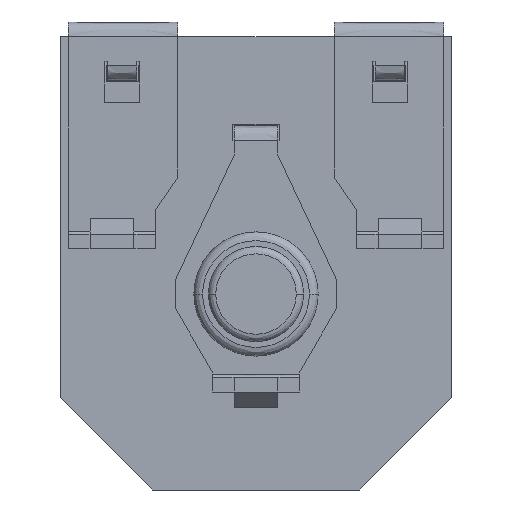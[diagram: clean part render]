
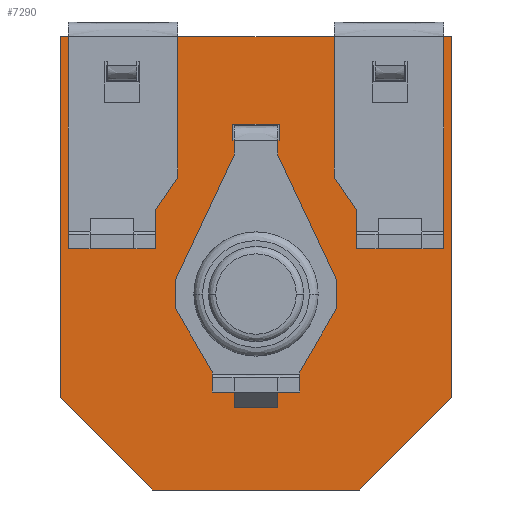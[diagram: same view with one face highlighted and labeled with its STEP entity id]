
A CAD part, front view. The second image highlights one B-rep face of the part: STEP entity #7290.
In plain terms, the highlighted free-form (B-spline) face has degree [1, 1] with [2, 2] control points.
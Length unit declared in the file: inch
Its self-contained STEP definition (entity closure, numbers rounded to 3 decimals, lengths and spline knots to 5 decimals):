
#238=DIRECTION('',(-0.426,0.,-0.905));
#239=VECTOR('',#238,0.09394);
#240=CARTESIAN_POINT('',(-0.015,0.,0.095));
#241=LINE('',#240,#239);
#242=DIRECTION('',(0.,0.,-1.));
#243=VECTOR('',#242,0.02);
#244=CARTESIAN_POINT('',(-0.055,0.,0.01));
#245=LINE('',#244,#243);
#246=DIRECTION('',(0.503,0.,-0.865));
#247=VECTOR('',#246,0.04974);
#248=CARTESIAN_POINT('',(-0.055,0.,-0.01));
#249=LINE('',#248,#247);
#250=DIRECTION('',(0.,0.,-1.));
#251=VECTOR('',#250,0.004);
#252=CARTESIAN_POINT('',(-0.03,0.,-0.053));
#253=LINE('',#252,#251);
#254=DIRECTION('',(-1.,0.,0.));
#255=VECTOR('',#254,0.06);
#256=CARTESIAN_POINT('',(0.03,0.,-0.057));
#257=LINE('',#256,#255);
#258=DIRECTION('',(0.,0.,-1.));
#259=VECTOR('',#258,0.004);
#260=CARTESIAN_POINT('',(0.03,0.,-0.053));
#261=LINE('',#260,#259);
#262=DIRECTION('',(0.503,0.,0.865));
#263=VECTOR('',#262,0.04974);
#264=CARTESIAN_POINT('',(0.03,0.,-0.053));
#265=LINE('',#264,#263);
#266=DIRECTION('',(0.,0.,1.));
#267=VECTOR('',#266,0.02);
#268=CARTESIAN_POINT('',(0.055,0.,-0.01));
#269=LINE('',#268,#267);
#270=DIRECTION('',(-0.426,0.,0.905));
#271=VECTOR('',#270,0.09394);
#272=CARTESIAN_POINT('',(0.055,0.,0.01));
#273=LINE('',#272,#271);
#274=DIRECTION('',(0.,0.,1.));
#275=VECTOR('',#274,0.01);
#276=CARTESIAN_POINT('',(0.015,0.,0.095));
#277=LINE('',#276,#275);
#278=DIRECTION('',(-1.,0.,0.));
#279=VECTOR('',#278,0.001);
#280=CARTESIAN_POINT('',(0.016,0.,0.105));
#281=LINE('',#280,#279);
#282=DIRECTION('',(0.,0.,-1.));
#283=VECTOR('',#282,0.011);
#284=CARTESIAN_POINT('',(0.016,0.,0.116));
#285=LINE('',#284,#283);
#286=DIRECTION('',(1.,0.,0.));
#287=VECTOR('',#286,0.032);
#288=CARTESIAN_POINT('',(-0.016,0.,0.116));
#289=LINE('',#288,#287);
#290=DIRECTION('',(0.,0.,1.));
#291=VECTOR('',#290,0.011);
#292=CARTESIAN_POINT('',(-0.016,0.,0.105));
#293=LINE('',#292,#291);
#294=DIRECTION('',(-1.,0.,0.));
#295=VECTOR('',#294,0.001);
#296=CARTESIAN_POINT('',(-0.015,0.,0.105));
#297=LINE('',#296,#295);
#298=DIRECTION('',(0.,0.,-1.));
#299=VECTOR('',#298,0.01);
#300=CARTESIAN_POINT('',(-0.015,0.,0.105));
#301=LINE('',#300,#299);
#350=DIRECTION('',(0.,0.,-1.));
#351=VECTOR('',#350,0.017);
#352=CARTESIAN_POINT('',(-0.0685,0.,0.058));
#353=LINE('',#352,#351);
#354=DIRECTION('',(-0.563,0.,-0.826));
#355=VECTOR('',#354,0.02663);
#356=CARTESIAN_POINT('',(-0.0535,0.,0.08));
#357=LINE('',#356,#355);
#358=DIRECTION('',(0.,0.,1.));
#359=VECTOR('',#358,0.096);
#360=CARTESIAN_POINT('',(-0.0535,0.,0.08));
#361=LINE('',#360,#359);
#362=DIRECTION('',(1.,0.,0.));
#363=VECTOR('',#362,0.107);
#364=CARTESIAN_POINT('',(-0.0535,0.,0.176));
#365=LINE('',#364,#363);
#366=DIRECTION('',(0.,0.,-1.));
#367=VECTOR('',#366,0.096);
#368=CARTESIAN_POINT('',(0.0535,0.,0.176));
#369=LINE('',#368,#367);
#370=DIRECTION('',(-0.563,0.,0.826));
#371=VECTOR('',#370,0.02663);
#372=CARTESIAN_POINT('',(0.0685,0.,0.058));
#373=LINE('',#372,#371);
#374=DIRECTION('',(0.,0.,-1.));
#375=VECTOR('',#374,0.017);
#376=CARTESIAN_POINT('',(0.0685,0.,0.058));
#377=LINE('',#376,#375);
#378=DIRECTION('',(1.,0.,0.));
#379=VECTOR('',#378,0.06);
#380=CARTESIAN_POINT('',(0.0685,0.,0.041));
#381=LINE('',#380,#379);
#382=DIRECTION('',(0.,0.,1.));
#383=VECTOR('',#382,0.135);
#384=CARTESIAN_POINT('',(0.1285,0.,0.041));
#385=LINE('',#384,#383);
#386=DIRECTION('',(1.,0.,0.));
#387=VECTOR('',#386,0.0055);
#388=CARTESIAN_POINT('',(0.1285,0.,0.176));
#389=LINE('',#388,#387);
#390=DIRECTION('',(0.,0.,-1.));
#391=VECTOR('',#390,0.247);
#392=CARTESIAN_POINT('',(0.134,0.,0.176));
#393=LINE('',#392,#391);
#394=DIRECTION('',(0.707,0.,0.707));
#395=VECTOR('',#394,0.0891);
#396=CARTESIAN_POINT('',(0.071,0.,-0.134));
#397=LINE('',#396,#395);
#398=DIRECTION('',(-1.,0.,0.));
#399=VECTOR('',#398,0.142);
#400=CARTESIAN_POINT('',(0.071,0.,-0.134));
#401=LINE('',#400,#399);
#402=DIRECTION('',(0.707,0.,-0.707));
#403=VECTOR('',#402,0.0891);
#404=CARTESIAN_POINT('',(-0.134,0.,-0.071));
#405=LINE('',#404,#403);
#406=DIRECTION('',(0.,0.,1.));
#407=VECTOR('',#406,0.247);
#408=CARTESIAN_POINT('',(-0.134,0.,-0.071));
#409=LINE('',#408,#407);
#410=DIRECTION('',(1.,0.,0.));
#411=VECTOR('',#410,0.0055);
#412=CARTESIAN_POINT('',(-0.134,0.,0.176));
#413=LINE('',#412,#411);
#414=DIRECTION('',(0.,0.,-1.));
#415=VECTOR('',#414,0.135);
#416=CARTESIAN_POINT('',(-0.1285,0.,0.176));
#417=LINE('',#416,#415);
#418=DIRECTION('',(1.,0.,0.));
#419=VECTOR('',#418,0.06);
#420=CARTESIAN_POINT('',(-0.1285,0.,0.041));
#421=LINE('',#420,#419);
#5281=CARTESIAN_POINT('',(-0.134,0.,0.176));
#5283=VERTEX_POINT('',#5281);
#5285=CARTESIAN_POINT('',(0.134,0.,0.176));
#5287=VERTEX_POINT('',#5285);
#5293=CARTESIAN_POINT('',(0.071,0.,-0.134));
#5294=CARTESIAN_POINT('',(0.134,0.,-0.071));
#5295=VERTEX_POINT('',#5293);
#5296=VERTEX_POINT('',#5294);
#5297=CARTESIAN_POINT('',(-0.134,0.,-0.071));
#5298=CARTESIAN_POINT('',(-0.071,0.,-0.134));
#5299=VERTEX_POINT('',#5297);
#5300=VERTEX_POINT('',#5298);
#5309=CARTESIAN_POINT('',(-0.016,0.,0.105));
#5310=CARTESIAN_POINT('',(-0.016,0.,0.116));
#5311=VERTEX_POINT('',#5309);
#5312=VERTEX_POINT('',#5310);
#5313=CARTESIAN_POINT('',(0.016,0.,0.116));
#5314=VERTEX_POINT('',#5313);
#5315=CARTESIAN_POINT('',(0.016,0.,0.105));
#5316=VERTEX_POINT('',#5315);
#6471=CARTESIAN_POINT('',(-0.015,0.,0.095));
#6472=CARTESIAN_POINT('',(-0.055,0.,0.01));
#6473=VERTEX_POINT('',#6471);
#6474=VERTEX_POINT('',#6472);
#6475=CARTESIAN_POINT('',(-0.055,0.,-0.01));
#6476=VERTEX_POINT('',#6475);
#6477=CARTESIAN_POINT('',(-0.03,0.,-0.053));
#6478=VERTEX_POINT('',#6477);
#6479=CARTESIAN_POINT('',(0.03,0.,-0.053));
#6480=CARTESIAN_POINT('',(0.055,0.,-0.01));
#6481=VERTEX_POINT('',#6479);
#6482=VERTEX_POINT('',#6480);
#6483=CARTESIAN_POINT('',(0.055,0.,0.01));
#6484=VERTEX_POINT('',#6483);
#6485=CARTESIAN_POINT('',(0.015,0.,0.095));
#6486=VERTEX_POINT('',#6485);
#6487=CARTESIAN_POINT('',(0.015,0.,0.105));
#6488=VERTEX_POINT('',#6487);
#6489=CARTESIAN_POINT('',(-0.015,0.,0.105));
#6490=VERTEX_POINT('',#6489);
#6491=CARTESIAN_POINT('',(0.03,0.,-0.057));
#6492=VERTEX_POINT('',#6491);
#6493=CARTESIAN_POINT('',(-0.03,0.,-0.057));
#6494=VERTEX_POINT('',#6493);
#6623=CARTESIAN_POINT('',(0.1285,0.,0.041));
#6624=CARTESIAN_POINT('',(0.1285,0.,0.176));
#6625=VERTEX_POINT('',#6623);
#6626=VERTEX_POINT('',#6624);
#6627=CARTESIAN_POINT('',(0.0685,0.,0.058));
#6628=CARTESIAN_POINT('',(0.0685,0.,0.041));
#6629=VERTEX_POINT('',#6627);
#6630=VERTEX_POINT('',#6628);
#6643=CARTESIAN_POINT('',(0.0535,0.,0.176));
#6644=CARTESIAN_POINT('',(0.0535,0.,0.08));
#6645=VERTEX_POINT('',#6643);
#6646=VERTEX_POINT('',#6644);
#6787=CARTESIAN_POINT('',(-0.0685,0.,0.058));
#6788=CARTESIAN_POINT('',(-0.0685,0.,0.041));
#6789=VERTEX_POINT('',#6787);
#6790=VERTEX_POINT('',#6788);
#6791=CARTESIAN_POINT('',(-0.1285,0.,0.176));
#6792=CARTESIAN_POINT('',(-0.1285,0.,0.041));
#6793=VERTEX_POINT('',#6791);
#6794=VERTEX_POINT('',#6792);
#6807=CARTESIAN_POINT('',(-0.0535,0.,0.08));
#6808=CARTESIAN_POINT('',(-0.0535,0.,0.176));
#6809=VERTEX_POINT('',#6807);
#6810=VERTEX_POINT('',#6808);
#7214=CARTESIAN_POINT('',(-0.13936,0.,0.1822));
#7215=CARTESIAN_POINT('',(-0.13936,0.,-0.1402));
#7216=CARTESIAN_POINT('',(0.13936,0.,0.1822));
#7217=CARTESIAN_POINT('',(0.13936,0.,-0.1402));
#7218=B_SPLINE_SURFACE_WITH_KNOTS('',1,1,((#7214,#7215),(#7216,#7217)),
.UNSPECIFIED.,.F.,.F.,.F.,(2,2),(2,2),(-0.13936,0.13936),(-0.1822,
0.1402),.UNSPECIFIED.);
#7220=ORIENTED_EDGE('',*,*,#7219,.F.);
#7222=ORIENTED_EDGE('',*,*,#7221,.F.);
#7224=ORIENTED_EDGE('',*,*,#7223,.T.);
#7226=ORIENTED_EDGE('',*,*,#7225,.T.);
#7228=ORIENTED_EDGE('',*,*,#7227,.T.);
#7230=ORIENTED_EDGE('',*,*,#7229,.F.);
#7232=ORIENTED_EDGE('',*,*,#7231,.T.);
#7234=ORIENTED_EDGE('',*,*,#7233,.T.);
#7236=ORIENTED_EDGE('',*,*,#7235,.T.);
#7238=ORIENTED_EDGE('',*,*,#7237,.T.);
#7240=ORIENTED_EDGE('',*,*,#7239,.T.);
#7242=ORIENTED_EDGE('',*,*,#7241,.F.);
#7244=ORIENTED_EDGE('',*,*,#7243,.T.);
#7246=ORIENTED_EDGE('',*,*,#7245,.F.);
#7248=ORIENTED_EDGE('',*,*,#7247,.T.);
#7250=ORIENTED_EDGE('',*,*,#7249,.T.);
#7252=ORIENTED_EDGE('',*,*,#7251,.T.);
#7254=ORIENTED_EDGE('',*,*,#7253,.T.);
#7255=EDGE_LOOP('',(#7220,#7222,#7224,#7226,#7228,#7230,#7232,#7234,#7236,#7238,
#7240,#7242,#7244,#7246,#7248,#7250,#7252,#7254));
#7256=FACE_OUTER_BOUND('',#7255,.F.);
#7258=ORIENTED_EDGE('',*,*,#7257,.T.);
#7260=ORIENTED_EDGE('',*,*,#7259,.T.);
#7262=ORIENTED_EDGE('',*,*,#7261,.T.);
#7264=ORIENTED_EDGE('',*,*,#7263,.T.);
#7266=ORIENTED_EDGE('',*,*,#7265,.F.);
#7268=ORIENTED_EDGE('',*,*,#7267,.F.);
#7269=ORIENTED_EDGE('',*,*,#7172,.T.);
#7271=ORIENTED_EDGE('',*,*,#7270,.T.);
#7273=ORIENTED_EDGE('',*,*,#7272,.T.);
#7275=ORIENTED_EDGE('',*,*,#7274,.T.);
#7277=ORIENTED_EDGE('',*,*,#7276,.F.);
#7279=ORIENTED_EDGE('',*,*,#7278,.F.);
#7281=ORIENTED_EDGE('',*,*,#7280,.F.);
#7283=ORIENTED_EDGE('',*,*,#7282,.F.);
#7285=ORIENTED_EDGE('',*,*,#7284,.F.);
#7287=ORIENTED_EDGE('',*,*,#7286,.T.);
#7288=EDGE_LOOP('',(#7258,#7260,#7262,#7264,#7266,#7268,#7269,#7271,#7273,#7275,
#7277,#7279,#7281,#7283,#7285,#7287));
#7289=FACE_BOUND('',#7288,.F.);
#7290=ADVANCED_FACE('',(#7256,#7289),#7218,.F.);
#7172=EDGE_CURVE('',#6481,#6482,#265,.T.);
#7219=EDGE_CURVE('',#6789,#6790,#353,.T.);
#7221=EDGE_CURVE('',#6809,#6789,#357,.T.);
#7223=EDGE_CURVE('',#6809,#6810,#361,.T.);
#7225=EDGE_CURVE('',#6810,#6645,#365,.T.);
#7227=EDGE_CURVE('',#6645,#6646,#369,.T.);
#7229=EDGE_CURVE('',#6629,#6646,#373,.T.);
#7231=EDGE_CURVE('',#6629,#6630,#377,.T.);
#7233=EDGE_CURVE('',#6630,#6625,#381,.T.);
#7235=EDGE_CURVE('',#6625,#6626,#385,.T.);
#7237=EDGE_CURVE('',#6626,#5287,#389,.T.);
#7239=EDGE_CURVE('',#5287,#5296,#393,.T.);
#7241=EDGE_CURVE('',#5295,#5296,#397,.T.);
#7243=EDGE_CURVE('',#5295,#5300,#401,.T.);
#7245=EDGE_CURVE('',#5299,#5300,#405,.T.);
#7247=EDGE_CURVE('',#5299,#5283,#409,.T.);
#7249=EDGE_CURVE('',#5283,#6793,#413,.T.);
#7251=EDGE_CURVE('',#6793,#6794,#417,.T.);
#7253=EDGE_CURVE('',#6794,#6790,#421,.T.);
#7257=EDGE_CURVE('',#6473,#6474,#241,.T.);
#7259=EDGE_CURVE('',#6474,#6476,#245,.T.);
#7261=EDGE_CURVE('',#6476,#6478,#249,.T.);
#7263=EDGE_CURVE('',#6478,#6494,#253,.T.);
#7265=EDGE_CURVE('',#6492,#6494,#257,.T.);
#7267=EDGE_CURVE('',#6481,#6492,#261,.T.);
#7270=EDGE_CURVE('',#6482,#6484,#269,.T.);
#7272=EDGE_CURVE('',#6484,#6486,#273,.T.);
#7274=EDGE_CURVE('',#6486,#6488,#277,.T.);
#7276=EDGE_CURVE('',#5316,#6488,#281,.T.);
#7278=EDGE_CURVE('',#5314,#5316,#285,.T.);
#7280=EDGE_CURVE('',#5312,#5314,#289,.T.);
#7282=EDGE_CURVE('',#5311,#5312,#293,.T.);
#7284=EDGE_CURVE('',#6490,#5311,#297,.T.);
#7286=EDGE_CURVE('',#6490,#6473,#301,.T.);
